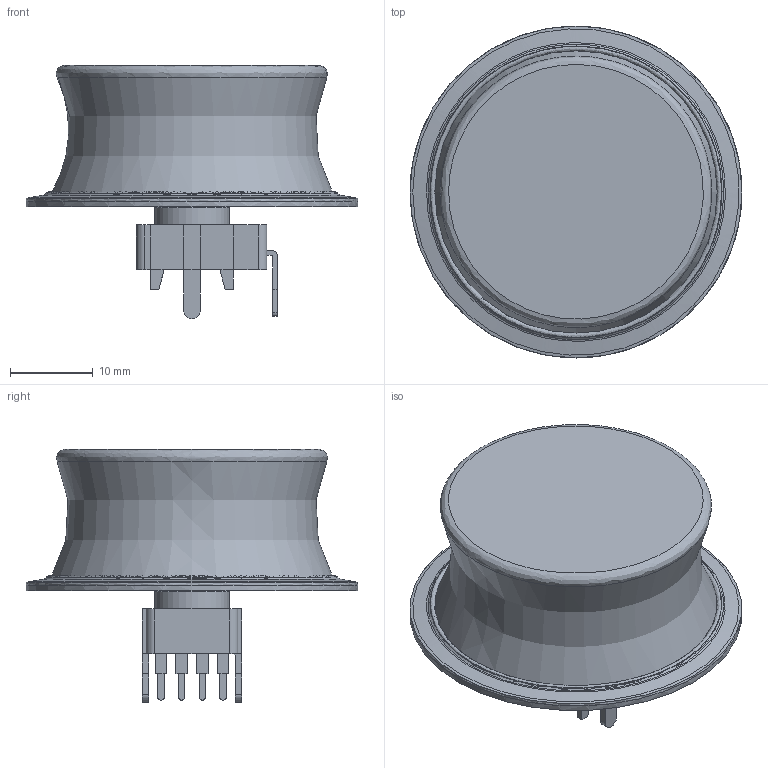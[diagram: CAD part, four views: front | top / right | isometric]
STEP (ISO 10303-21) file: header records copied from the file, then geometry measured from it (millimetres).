
FILE_DESCRIPTION(('FreeCAD Model'),'2;1');
FILE_NAME('colorpicker_v0_5.step','2019-12-15T10:20:04',('Author'),(''), 'Open CASCADE STEP processor 7.3','FreeCAD','Unknown');
FILE_SCHEMA(('AUTOMOTIVE_DESIGN { 1 0 10303 214 1 1 1 1 }'));
Length unit declared in the file: millimetre
Products named in the file (13): Beinchen1; Sketch001; Revolution; CopySketch001; Groundplate; Body; Beinchen2; Beinchen3; Geh?e; Beinchen4; Fillet002; Fillet003; Fillet
Bounding box: 40 x 40 x 30.5 mm (x, y, z)
Volume: 12788.8 mm3; surface area: 19320.6 mm2
Topology: 11 solids, 11 shells, 194 faces, 458 edges, 302 vertices
Faces by surface type: plane 134, cylinder 37, cone 9, revolution 7, bspline 7
Full cylindrical faces by diameter (mm): 6 x1, 7 x6, 9 x1, 40 x5
Entity records: 12422 total; most frequent: CARTESIAN_POINT 2977, DIRECTION 1728, LINE 1073, VECTOR 1073, ORIENTED_EDGE 894, PCURVE 894, DEFINITIONAL_REPRESENTATION 894, EDGE_CURVE 447
